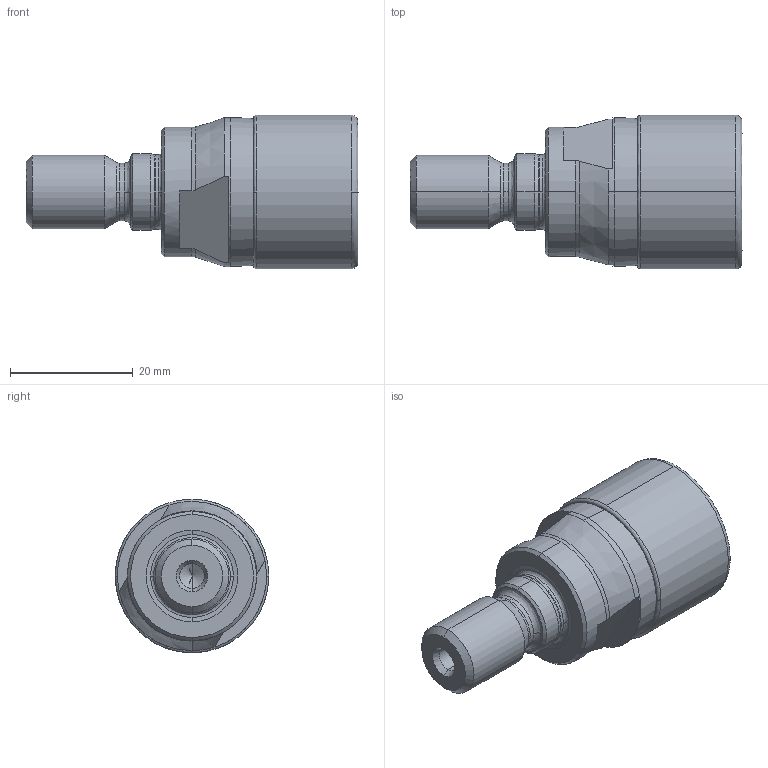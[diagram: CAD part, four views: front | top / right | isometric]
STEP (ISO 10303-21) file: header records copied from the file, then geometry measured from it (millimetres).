
FILE_DESCRIPTION (( 'STEP AP214' ), '1' );
FILE_NAME ('ESF-25-32-M12-49-2.STEP', '2012-12-07T09:14:40', ( '' ), ( '' ), 'SwSTEP 2.0', 'SolidWorks 2012', '' );
FILE_SCHEMA (( 'AUTOMOTIVE_DESIGN' ));
Length unit declared in the file: millimetre
Products named in the file (1): ESF-25-32-M12-49-2
Bounding box: 54 x 25 x 25 mm (x, y, z)
Volume: 15569.4 mm3; surface area: 4520.6 mm2
Topology: 1 solids, 1 shells, 69 faces, 170 edges, 106 vertices
Faces by surface type: cone 21, cylinder 18, bspline 16, plane 12, torus 2
Entity records: 3043 total; most frequent: CARTESIAN_POINT 1446, ORIENTED_EDGE 336, DIRECTION 335, EDGE_CURVE 168, AXIS2_PLACEMENT_3D 143, VERTEX_POINT 106, CIRCLE 89, EDGE_LOOP 74
